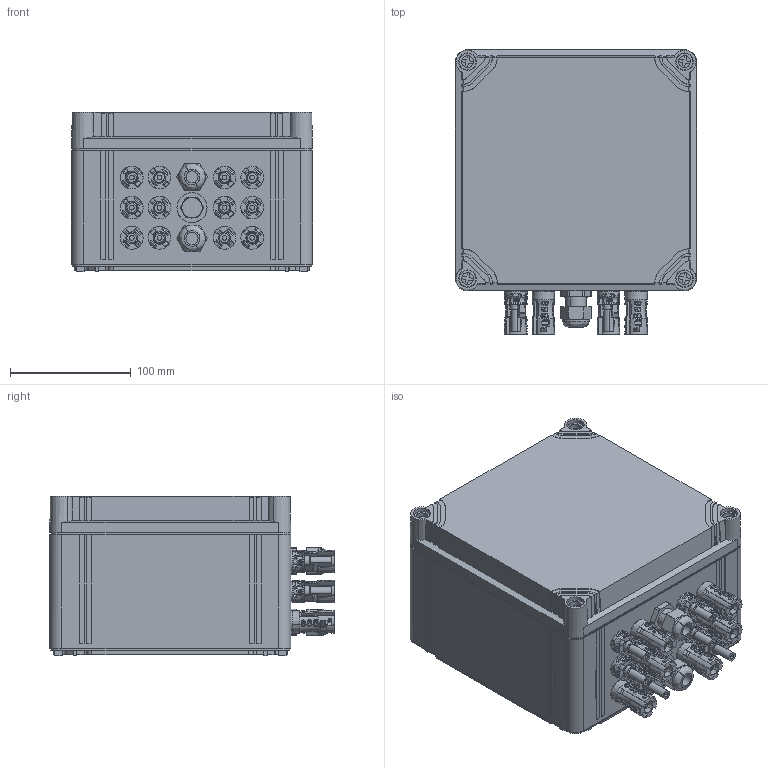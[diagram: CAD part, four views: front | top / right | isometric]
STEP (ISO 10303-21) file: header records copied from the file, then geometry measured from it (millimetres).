
FILE_DESCRIPTION(('CATIA V5 STEP Exchange','CAx-IF Rec.Pracs.--- Model Styling and Organization---1.4--- 2014-01-23'),'2;1');
FILE_NAME ('D1573599_0', '2023-05-10T12:08:07+00:00', ('none'), ('Weidmueller'), 'CATIA Version 5-6 Release 2016 SP3 HF44', 'CATIA V5 STEP AP214', 'none');
FILE_SCHEMA(('AUTOMOTIVE_DESIGN { 1 0 10303 214 1 1 1 1 }'));
Products named in the file (1): S3D_PVN_DC_2IN-1OUT_EVO
Bounding box: 200 x 236.03 x 132 mm (x, y, z)
Volume: 5113408.6 mm3; surface area: 346527.4 mm2
Topology: 21 solids, 21 shells, 3291 faces, 9834 edges, 6732 vertices
Faces by surface type: plane 1367, cylinder 1132, extrusion 426, bspline 202, torus 112, cone 52
Entity records: 150689 total; most frequent: CARTESIAN_POINT 69723, ORIENTED_EDGE 19664, DIRECTION 10077, EDGE_CURVE 9832, VERTEX_POINT 6732, VECTOR 4727, LINE 4301, B_SPLINE_CURVE_WITH_KNOTS 4009
